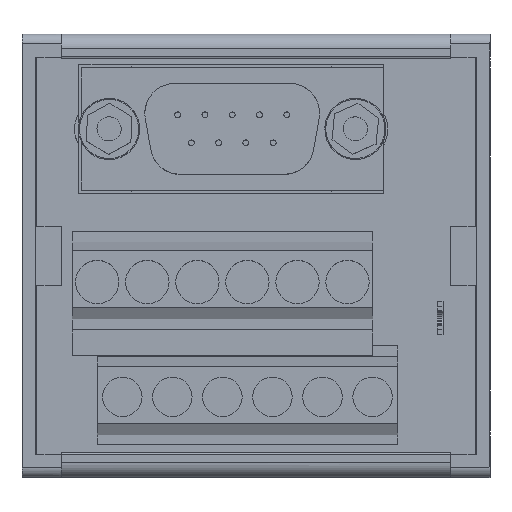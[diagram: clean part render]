
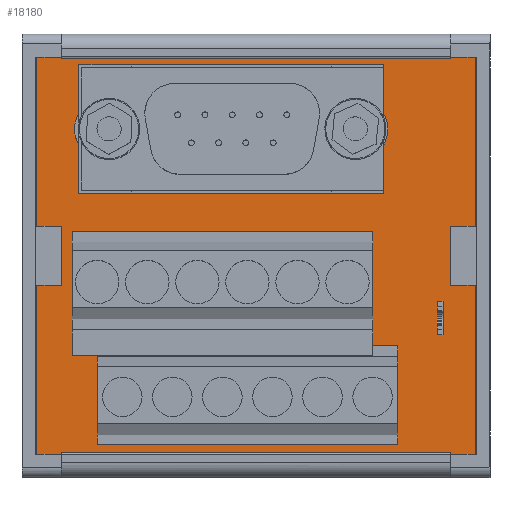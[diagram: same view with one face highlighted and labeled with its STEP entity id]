
A CAD part, top view. The second image highlights one B-rep face of the part: STEP entity #18180.
In plain terms, the highlighted planar face has unit normal (0, 0, 1).
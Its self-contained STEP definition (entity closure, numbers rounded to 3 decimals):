
#17994=AXIS2_PLACEMENT_3D('Plane Axis2P3D',#17991,#17992,#17993) ;
#17116=CARTESIAN_POINT('Vertex',(42.745,14.474,21.5)) ;
#17119=CARTESIAN_POINT('Line Origine',(42.745,16.174,21.5)) ;
#17123=CARTESIAN_POINT('Vertex',(42.745,17.874,21.5)) ;
#17328=CARTESIAN_POINT('Line Origine',(42.445,14.474,21.5)) ;
#17332=CARTESIAN_POINT('Vertex',(42.145,14.474,21.5)) ;
#17910=CARTESIAN_POINT('Line Origine',(42.445,17.874,21.5)) ;
#17914=CARTESIAN_POINT('Vertex',(42.145,17.874,21.5)) ;
#17953=CARTESIAN_POINT('Line Origine',(42.145,16.174,21.5)) ;
#17991=CARTESIAN_POINT('Axis2P3D Location',(-53.252,1.253,21.5)) ;
#17996=CARTESIAN_POINT('Line Origine',(23.75,1.5,21.5)) ;
#18000=CARTESIAN_POINT('Vertex',(1.5,1.5,21.5)) ;
#18002=CARTESIAN_POINT('Vertex',(46.,1.5,21.5)) ;
#18005=CARTESIAN_POINT('Line Origine',(46.,22.5,21.5)) ;
#18009=CARTESIAN_POINT('Vertex',(46.,43.5,21.5)) ;
#18012=CARTESIAN_POINT('Line Origine',(23.75,43.5,21.5)) ;
#18016=CARTESIAN_POINT('Vertex',(1.5,43.5,21.5)) ;
#18019=CARTESIAN_POINT('Line Origine',(1.5,22.5,21.5)) ;
#18030=CARTESIAN_POINT('Line Origine',(36.68,39.428,21.5)) ;
#18034=CARTESIAN_POINT('Vertex',(36.68,36.996,21.5)) ;
#18036=CARTESIAN_POINT('Vertex',(36.68,41.86,21.5)) ;
#18040=CARTESIAN_POINT('Control Point',(36.68,36.996,21.5)) ;
#18041=CARTESIAN_POINT('Control Point',(36.859,36.695,21.5)) ;
#18042=CARTESIAN_POINT('Control Point',(36.997,36.369,21.5)) ;
#18043=CARTESIAN_POINT('Control Point',(37.09,36.026,21.5)) ;
#18044=CARTESIAN_POINT('Control Point',(37.176,35.338,21.5)) ;
#18045=CARTESIAN_POINT('Control Point',(37.078,34.652,21.5)) ;
#18046=CARTESIAN_POINT('Control Point',(36.986,34.325,21.5)) ;
#18047=CARTESIAN_POINT('Control Point',(36.852,34.013,21.5)) ;
#18048=CARTESIAN_POINT('Control Point',(36.68,33.724,21.5)) ;
#18049=CARTESIAN_POINT('Vertex',(36.68,33.724,21.5)) ;
#18052=CARTESIAN_POINT('Line Origine',(36.68,31.292,21.5)) ;
#18056=CARTESIAN_POINT('Vertex',(36.68,28.86,21.5)) ;
#18059=CARTESIAN_POINT('Line Origine',(21.23,28.86,21.5)) ;
#18063=CARTESIAN_POINT('Vertex',(5.78,28.86,21.5)) ;
#18066=CARTESIAN_POINT('Line Origine',(5.78,31.292,21.5)) ;
#18070=CARTESIAN_POINT('Vertex',(5.78,33.724,21.5)) ;
#18074=CARTESIAN_POINT('Control Point',(5.78,33.724,21.5)) ;
#18075=CARTESIAN_POINT('Control Point',(5.601,34.025,21.5)) ;
#18076=CARTESIAN_POINT('Control Point',(5.463,34.351,21.5)) ;
#18077=CARTESIAN_POINT('Control Point',(5.37,34.694,21.5)) ;
#18078=CARTESIAN_POINT('Control Point',(5.284,35.382,21.5)) ;
#18079=CARTESIAN_POINT('Control Point',(5.382,36.068,21.5)) ;
#18080=CARTESIAN_POINT('Control Point',(5.474,36.395,21.5)) ;
#18081=CARTESIAN_POINT('Control Point',(5.608,36.707,21.5)) ;
#18082=CARTESIAN_POINT('Control Point',(5.78,36.996,21.5)) ;
#18083=CARTESIAN_POINT('Vertex',(5.78,36.996,21.5)) ;
#18086=CARTESIAN_POINT('Line Origine',(5.78,39.428,21.5)) ;
#18090=CARTESIAN_POINT('Vertex',(5.78,41.86,21.5)) ;
#18093=CARTESIAN_POINT('Line Origine',(21.23,41.86,21.5)) ;
#18108=CARTESIAN_POINT('Line Origine',(38.12,8.36,21.5)) ;
#18112=CARTESIAN_POINT('Vertex',(38.12,13.36,21.5)) ;
#18114=CARTESIAN_POINT('Vertex',(38.12,3.36,21.5)) ;
#18117=CARTESIAN_POINT('Line Origine',(22.88,3.36,21.5)) ;
#18121=CARTESIAN_POINT('Vertex',(7.64,3.36,21.5)) ;
#18124=CARTESIAN_POINT('Line Origine',(7.64,7.86,21.5)) ;
#18128=CARTESIAN_POINT('Vertex',(7.64,12.36,21.5)) ;
#18131=CARTESIAN_POINT('Line Origine',(6.37,12.36,21.5)) ;
#18135=CARTESIAN_POINT('Vertex',(5.1,12.36,21.5)) ;
#18138=CARTESIAN_POINT('Line Origine',(5.1,18.66,21.5)) ;
#18142=CARTESIAN_POINT('Vertex',(5.1,24.96,21.5)) ;
#18145=CARTESIAN_POINT('Line Origine',(20.34,24.96,21.5)) ;
#18149=CARTESIAN_POINT('Vertex',(35.58,24.96,21.5)) ;
#18152=CARTESIAN_POINT('Line Origine',(35.58,19.16,21.5)) ;
#18156=CARTESIAN_POINT('Vertex',(35.58,13.36,21.5)) ;
#18159=CARTESIAN_POINT('Line Origine',(36.85,13.36,21.5)) ;
#17120=DIRECTION('Vector Direction',(0.,1.,0.)) ;
#17329=DIRECTION('Vector Direction',(-1.,0.,0.)) ;
#17911=DIRECTION('Vector Direction',(-1.,0.,0.)) ;
#17954=DIRECTION('Vector Direction',(0.,-1.,0.)) ;
#17992=DIRECTION('Axis2P3D Direction',(0.,0.,1.)) ;
#17993=DIRECTION('Axis2P3D XDirection',(1.,0.,0.)) ;
#17997=DIRECTION('Vector Direction',(1.,0.,0.)) ;
#18006=DIRECTION('Vector Direction',(0.,1.,0.)) ;
#18013=DIRECTION('Vector Direction',(-1.,0.,0.)) ;
#18020=DIRECTION('Vector Direction',(0.,-1.,0.)) ;
#18031=DIRECTION('Vector Direction',(0.,1.,0.)) ;
#18053=DIRECTION('Vector Direction',(0.,1.,0.)) ;
#18060=DIRECTION('Vector Direction',(1.,0.,0.)) ;
#18067=DIRECTION('Vector Direction',(0.,-1.,0.)) ;
#18087=DIRECTION('Vector Direction',(0.,-1.,0.)) ;
#18094=DIRECTION('Vector Direction',(-1.,0.,0.)) ;
#18109=DIRECTION('Vector Direction',(0.,-1.,0.)) ;
#18118=DIRECTION('Vector Direction',(-1.,0.,0.)) ;
#18125=DIRECTION('Vector Direction',(0.,1.,0.)) ;
#18132=DIRECTION('Vector Direction',(-1.,0.,0.)) ;
#18139=DIRECTION('Vector Direction',(0.,1.,0.)) ;
#18146=DIRECTION('Vector Direction',(1.,0.,0.)) ;
#18153=DIRECTION('Vector Direction',(0.,-1.,0.)) ;
#18160=DIRECTION('Vector Direction',(1.,0.,0.)) ;
#17121=VECTOR('Line Direction',#17120,1.) ;
#17330=VECTOR('Line Direction',#17329,1.) ;
#17912=VECTOR('Line Direction',#17911,1.) ;
#17955=VECTOR('Line Direction',#17954,1.) ;
#17998=VECTOR('Line Direction',#17997,1.) ;
#18007=VECTOR('Line Direction',#18006,1.) ;
#18014=VECTOR('Line Direction',#18013,1.) ;
#18021=VECTOR('Line Direction',#18020,1.) ;
#18032=VECTOR('Line Direction',#18031,1.) ;
#18054=VECTOR('Line Direction',#18053,1.) ;
#18061=VECTOR('Line Direction',#18060,1.) ;
#18068=VECTOR('Line Direction',#18067,1.) ;
#18088=VECTOR('Line Direction',#18087,1.) ;
#18095=VECTOR('Line Direction',#18094,1.) ;
#18110=VECTOR('Line Direction',#18109,1.) ;
#18119=VECTOR('Line Direction',#18118,1.) ;
#18126=VECTOR('Line Direction',#18125,1.) ;
#18133=VECTOR('Line Direction',#18132,1.) ;
#18140=VECTOR('Line Direction',#18139,1.) ;
#18147=VECTOR('Line Direction',#18146,1.) ;
#18154=VECTOR('Line Direction',#18153,1.) ;
#18161=VECTOR('Line Direction',#18160,1.) ;
#18025=ORIENTED_EDGE('',*,*,#18004,.T.) ;
#18026=ORIENTED_EDGE('',*,*,#18011,.T.) ;
#18027=ORIENTED_EDGE('',*,*,#18018,.T.) ;
#18028=ORIENTED_EDGE('',*,*,#18023,.T.) ;
#18099=ORIENTED_EDGE('',*,*,#18038,.F.) ;
#18100=ORIENTED_EDGE('',*,*,#18051,.T.) ;
#18101=ORIENTED_EDGE('',*,*,#18058,.F.) ;
#18102=ORIENTED_EDGE('',*,*,#18065,.F.) ;
#18103=ORIENTED_EDGE('',*,*,#18072,.F.) ;
#18104=ORIENTED_EDGE('',*,*,#18085,.T.) ;
#18105=ORIENTED_EDGE('',*,*,#18092,.F.) ;
#18106=ORIENTED_EDGE('',*,*,#18097,.F.) ;
#18165=ORIENTED_EDGE('',*,*,#18116,.T.) ;
#18166=ORIENTED_EDGE('',*,*,#18123,.T.) ;
#18167=ORIENTED_EDGE('',*,*,#18130,.T.) ;
#18168=ORIENTED_EDGE('',*,*,#18137,.T.) ;
#18169=ORIENTED_EDGE('',*,*,#18144,.T.) ;
#18170=ORIENTED_EDGE('',*,*,#18151,.T.) ;
#18171=ORIENTED_EDGE('',*,*,#18158,.T.) ;
#18172=ORIENTED_EDGE('',*,*,#18163,.T.) ;
#18175=ORIENTED_EDGE('',*,*,#17125,.F.) ;
#18176=ORIENTED_EDGE('',*,*,#17334,.T.) ;
#18177=ORIENTED_EDGE('',*,*,#17957,.F.) ;
#18178=ORIENTED_EDGE('',*,*,#17916,.F.) ;
#18107=FACE_BOUND('',#18098,.T.) ;
#18173=FACE_BOUND('',#18164,.T.) ;
#18179=FACE_BOUND('',#18174,.T.) ;
#18180=ADVANCED_FACE('NONE',(#18029,#18107,#18173,#18179),#17995,.T.) ;
#18039=B_SPLINE_CURVE_WITH_KNOTS('',5,(#18040,#18041,#18042,#18043,#18044,#18045,#18046,#18047,#18048),.UNSPECIFIED.,.F.,.U.,(6,3,6),(0.,2.479,4.858),.UNSPECIFIED.) ;
#18073=B_SPLINE_CURVE_WITH_KNOTS('',5,(#18074,#18075,#18076,#18077,#18078,#18079,#18080,#18081,#18082),.UNSPECIFIED.,.F.,.U.,(6,3,6),(0.,2.479,4.858),.UNSPECIFIED.) ;
#17125=EDGE_CURVE('',#17117,#17124,#17122,.T.) ;
#17334=EDGE_CURVE('',#17117,#17333,#17331,.T.) ;
#17916=EDGE_CURVE('',#17124,#17915,#17913,.T.) ;
#17957=EDGE_CURVE('',#17915,#17333,#17956,.T.) ;
#18004=EDGE_CURVE('',#18001,#18003,#17999,.T.) ;
#18011=EDGE_CURVE('',#18003,#18010,#18008,.T.) ;
#18018=EDGE_CURVE('',#18010,#18017,#18015,.T.) ;
#18023=EDGE_CURVE('',#18017,#18001,#18022,.T.) ;
#18038=EDGE_CURVE('',#18035,#18037,#18033,.T.) ;
#18051=EDGE_CURVE('',#18035,#18050,#18039,.T.) ;
#18058=EDGE_CURVE('',#18057,#18050,#18055,.T.) ;
#18065=EDGE_CURVE('',#18064,#18057,#18062,.T.) ;
#18072=EDGE_CURVE('',#18071,#18064,#18069,.T.) ;
#18085=EDGE_CURVE('',#18071,#18084,#18073,.T.) ;
#18092=EDGE_CURVE('',#18091,#18084,#18089,.T.) ;
#18097=EDGE_CURVE('',#18037,#18091,#18096,.T.) ;
#18116=EDGE_CURVE('',#18113,#18115,#18111,.T.) ;
#18123=EDGE_CURVE('',#18115,#18122,#18120,.T.) ;
#18130=EDGE_CURVE('',#18122,#18129,#18127,.T.) ;
#18137=EDGE_CURVE('',#18129,#18136,#18134,.T.) ;
#18144=EDGE_CURVE('',#18136,#18143,#18141,.T.) ;
#18151=EDGE_CURVE('',#18143,#18150,#18148,.T.) ;
#18158=EDGE_CURVE('',#18150,#18157,#18155,.T.) ;
#18163=EDGE_CURVE('',#18157,#18113,#18162,.T.) ;
#18024=EDGE_LOOP('',(#18025,#18026,#18027,#18028)) ;
#18098=EDGE_LOOP('',(#18099,#18100,#18101,#18102,#18103,#18104,#18105,#18106)) ;
#18164=EDGE_LOOP('',(#18165,#18166,#18167,#18168,#18169,#18170,#18171,#18172)) ;
#18174=EDGE_LOOP('',(#18175,#18176,#18177,#18178)) ;
#18029=FACE_OUTER_BOUND('',#18024,.T.) ;
#17122=LINE('Line',#17119,#17121) ;
#17331=LINE('Line',#17328,#17330) ;
#17913=LINE('Line',#17910,#17912) ;
#17956=LINE('Line',#17953,#17955) ;
#17999=LINE('Line',#17996,#17998) ;
#18008=LINE('Line',#18005,#18007) ;
#18015=LINE('Line',#18012,#18014) ;
#18022=LINE('Line',#18019,#18021) ;
#18033=LINE('Line',#18030,#18032) ;
#18055=LINE('Line',#18052,#18054) ;
#18062=LINE('Line',#18059,#18061) ;
#18069=LINE('Line',#18066,#18068) ;
#18089=LINE('Line',#18086,#18088) ;
#18096=LINE('Line',#18093,#18095) ;
#18111=LINE('Line',#18108,#18110) ;
#18120=LINE('Line',#18117,#18119) ;
#18127=LINE('Line',#18124,#18126) ;
#18134=LINE('Line',#18131,#18133) ;
#18141=LINE('Line',#18138,#18140) ;
#18148=LINE('Line',#18145,#18147) ;
#18155=LINE('Line',#18152,#18154) ;
#18162=LINE('Line',#18159,#18161) ;
#17995=PLANE('',#17994) ;
#17117=VERTEX_POINT('',#17116) ;
#17124=VERTEX_POINT('',#17123) ;
#17333=VERTEX_POINT('',#17332) ;
#17915=VERTEX_POINT('',#17914) ;
#18001=VERTEX_POINT('',#18000) ;
#18003=VERTEX_POINT('',#18002) ;
#18010=VERTEX_POINT('',#18009) ;
#18017=VERTEX_POINT('',#18016) ;
#18035=VERTEX_POINT('',#18034) ;
#18037=VERTEX_POINT('',#18036) ;
#18050=VERTEX_POINT('',#18049) ;
#18057=VERTEX_POINT('',#18056) ;
#18064=VERTEX_POINT('',#18063) ;
#18071=VERTEX_POINT('',#18070) ;
#18084=VERTEX_POINT('',#18083) ;
#18091=VERTEX_POINT('',#18090) ;
#18113=VERTEX_POINT('',#18112) ;
#18115=VERTEX_POINT('',#18114) ;
#18122=VERTEX_POINT('',#18121) ;
#18129=VERTEX_POINT('',#18128) ;
#18136=VERTEX_POINT('',#18135) ;
#18143=VERTEX_POINT('',#18142) ;
#18150=VERTEX_POINT('',#18149) ;
#18157=VERTEX_POINT('',#18156) ;
